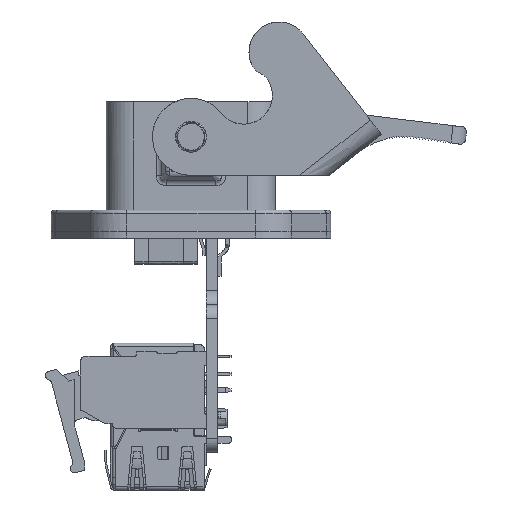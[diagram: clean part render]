
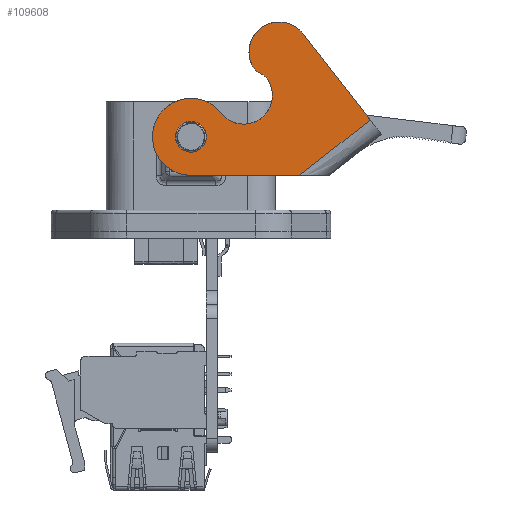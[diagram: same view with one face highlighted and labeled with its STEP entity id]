
A CAD part, left-side view. The second image highlights one B-rep face of the part: STEP entity #109608.
In plain terms, the highlighted free-form (B-spline) face has degree [1, 1] with [2, 2] control points.
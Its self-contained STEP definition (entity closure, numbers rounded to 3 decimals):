
#109230=CARTESIAN_POINT('V53',(-16.41,
   -2.024,17.927));
#109231=VERTEX_POINT('V53',#109230);
#109232=CARTESIAN_POINT('E75',(-16.41,
   -2.024,17.927));
#109233=CARTESIAN_POINT('E75',(-16.41,0.322,
   20.93));
#109234=CARTESIAN_POINT('E75',(-16.41,1.75,
   17.397));
#109235=CARTESIAN_POINT('E75',(-16.41,3.177,
   13.864));
#109236=CARTESIAN_POINT('E75',(-16.41,
   -0.596,14.394));
#109237=CARTESIAN_POINT('E75',(-16.41,
   -4.37,14.924));
#109238=CARTESIAN_POINT('E75',(-16.41,
   -2.024,17.927));
#109246=(BOUNDED_CURVE()B_SPLINE_CURVE(2,(#109232,#109233,#109234,
   #109235,#109236,#109237,#109238),.CIRCULAR_ARC.,.T.,.U.)
   B_SPLINE_CURVE_WITH_KNOTS((3,2,2,3),(0.0,3.048,
   6.097,9.145),.UNSPECIFIED.)CURVE()
   GEOMETRIC_REPRESENTATION_ITEM()RATIONAL_B_SPLINE_CURVE((1.0,
   0.5,1.0,0.5,1.0,0.5,1.0)
   )REPRESENTATION_ITEM('E75'));
#109247=EDGE_CURVE('E75',#109231,#109231,#109246,.T.);
#109297=CARTESIAN_POINT('V50',(-16.41,
   -4.624,19.959));
#109298=VERTEX_POINT('V50',#109297);
#109321=CARTESIAN_POINT('V51',(-16.41,
   -0.292,11.073));
#109322=VERTEX_POINT('V51',#109321);
#109328=CARTESIAN_POINT('E72',(-16.41,
   -0.292,11.073));
#109329=CARTESIAN_POINT('E72',(-16.41,8.512,
   11.069));
#109330=CARTESIAN_POINT('E72',(-16.41,4.654,
   18.983));
#109331=CARTESIAN_POINT('E72',(-16.41,0.796,
   26.896));
#109332=CARTESIAN_POINT('E72',(-16.41,
   -4.624,19.959));
#109340=(BOUNDED_CURVE()B_SPLINE_CURVE(2,(#109328,#109329,#109330,
   #109331,#109332),.CIRCULAR_ARC.,.F.,.U.)
   B_SPLINE_CURVE_WITH_KNOTS((3,2,3),(0.0,0.5,1.0),
   .UNSPECIFIED.)CURVE()GEOMETRIC_REPRESENTATION_ITEM()
   RATIONAL_B_SPLINE_CURVE((1.0,0.53,1.0,
   0.53,1.0))REPRESENTATION_ITEM('E72'));
#109341=EDGE_CURVE('E72',#109322,#109298,#109340,.T.);
#109366=CARTESIAN_POINT('V49',(-16.41,
   -11.086,25.007));
#109367=VERTEX_POINT('V49',#109366);
#109389=CARTESIAN_POINT('E71',(-16.41,
   -4.624,19.959));
#109390=CARTESIAN_POINT('E71',(-16.41,
   -7.148,16.728));
#109391=CARTESIAN_POINT('E71',(-16.41,
   -10.379,19.252));
#109392=CARTESIAN_POINT('E71',(-16.41,
   -13.61,21.776));
#109393=CARTESIAN_POINT('E71',(-16.41,
   -11.086,25.007));
#109401=(BOUNDED_CURVE()B_SPLINE_CURVE(2,(#109389,#109390,#109391,
   #109392,#109393),.CIRCULAR_ARC.,.F.,.U.)
   B_SPLINE_CURVE_WITH_KNOTS((3,2,3),(0.0,0.5,1.0),
   .UNSPECIFIED.)CURVE()GEOMETRIC_REPRESENTATION_ITEM()
   RATIONAL_B_SPLINE_CURVE((1.0,0.707,1.0,
   0.707,1.0))REPRESENTATION_ITEM('E71'));
#109402=EDGE_CURVE('E71',#109298,#109367,#109401,.T.);
#109423=CARTESIAN_POINT('V48',(-16.41,
   -10.269,25.64));
#109424=VERTEX_POINT('V48',#109423);
#109444=CARTESIAN_POINT('E70',(-16.41,
   -11.086,25.007));
#109445=CARTESIAN_POINT('E70',(-16.41,
   -10.758,25.427));
#109446=CARTESIAN_POINT('E70',(-16.41,
   -10.269,25.64));
#109454=(BOUNDED_CURVE()B_SPLINE_CURVE(2,(#109444,#109445,#109446),
   .CIRCULAR_ARC.,.F.,.U.)CURVE()GEOMETRIC_REPRESENTATION_ITEM()
   QUASI_UNIFORM_CURVE()RATIONAL_B_SPLINE_CURVE((1.0,
   0.969,1.0))REPRESENTATION_ITEM('E70'));
#109455=EDGE_CURVE('E70',#109367,#109424,#109454,.T.);
#109476=CARTESIAN_POINT('V47',(-16.41,
   -9.008,26.86));
#109477=VERTEX_POINT('V47',#109476);
#109497=CARTESIAN_POINT('E69',(-16.41,
   -10.269,25.64));
#109498=CARTESIAN_POINT('E69',(-16.41,
   -9.41,26.014));
#109499=CARTESIAN_POINT('E69',(-16.41,
   -9.008,26.86));
#109507=(BOUNDED_CURVE()B_SPLINE_CURVE(2,(#109497,#109498,#109499),
   .CIRCULAR_ARC.,.F.,.U.)CURVE()GEOMETRIC_REPRESENTATION_ITEM()
   QUASI_UNIFORM_CURVE()RATIONAL_B_SPLINE_CURVE((1.0,
   0.936,1.0))REPRESENTATION_ITEM('E69'));
#109508=EDGE_CURVE('E69',#109424,#109477,#109507,.T.);
#109531=CARTESIAN_POINT('V45',(-16.41,
   -16.282,31.351));
#109532=VERTEX_POINT('V45',#109531);
#109556=CARTESIAN_POINT('E68',(-16.41,
   -9.008,26.86));
#109557=CARTESIAN_POINT('E68',(-16.41,
   -7.358,30.339));
#109558=CARTESIAN_POINT('E68',(-16.41,
   -10.634,32.362));
#109559=CARTESIAN_POINT('E68',(-16.41,
   -13.911,34.385));
#109560=CARTESIAN_POINT('E68',(-16.41,
   -16.282,31.351));
#109568=(BOUNDED_CURVE()B_SPLINE_CURVE(2,(#109556,#109557,#109558,
   #109559,#109560),.CIRCULAR_ARC.,.F.,.U.)
   B_SPLINE_CURVE_WITH_KNOTS((3,2,3),(0.0,0.5,1.0),
   .UNSPECIFIED.)CURVE()GEOMETRIC_REPRESENTATION_ITEM()
   RATIONAL_B_SPLINE_CURVE((1.0,0.745,1.0,
   0.745,1.0))REPRESENTATION_ITEM('E68'));
#109569=EDGE_CURVE('E68',#109477,#109532,#109568,.T.);
#109574=CARTESIAN_POINT('F25',(-16.41,
   -14.026,36.445));
#109575=CARTESIAN_POINT('F25',(-16.41,9.525,
   18.044));
#109576=CARTESIAN_POINT('F25',(-16.41,
   -29.314,16.877));
#109577=CARTESIAN_POINT('F25',(-16.41,
   -5.762,-1.523));
#109578=B_SPLINE_SURFACE_WITH_KNOTS('F25',1,1,((#109574,#109576),(
   #109575,#109577)),.PLANE_SURF.,.F.,.F.,.U.,(2,2),(2,2),(0.0,
   1.204),(0.0,1.0),.UNSPECIFIED.);
#109579=CARTESIAN_POINT('V46',(-16.41,
   -25.948,18.979));
#109580=VERTEX_POINT('V46',#109579);
#109581=CARTESIAN_POINT('E67',(-16.41,
   -16.282,31.351));
#109582=CARTESIAN_POINT('E67',(-16.41,
   -25.948,18.979));
#109583=B_SPLINE_CURVE_WITH_KNOTS('E67',1,(#109581,#109582),
   .POLYLINE_FORM.,.F.,.U.,(2,2),(0.142,1.0),
   .UNSPECIFIED.);
#109584=EDGE_CURVE('E67',#109532,#109580,#109583,.T.);
#109585=ORIENTED_EDGE('E67',*,*,#109584,.F.);
#109586=ORIENTED_EDGE('F85',*,*,#109569,.F.);
#109587=ORIENTED_EDGE('F84',*,*,#109508,.F.);
#109588=ORIENTED_EDGE('F83',*,*,#109455,.F.);
#109589=ORIENTED_EDGE('F82',*,*,#109402,.F.);
#109590=ORIENTED_EDGE('F81',*,*,#109341,.F.);
#109591=CARTESIAN_POINT('V52',(-16.41,
   -15.837,11.08));
#109592=VERTEX_POINT('V52',#109591);
#109593=CARTESIAN_POINT('E73',(-16.41,
   -0.292,11.073));
#109594=CARTESIAN_POINT('E73',(-16.41,
   -15.837,11.08));
#109595=QUASI_UNIFORM_CURVE('E73',1,(#109593,#109594),
   .POLYLINE_FORM.,.F.,.U.);
#109596=EDGE_CURVE('E73',#109322,#109592,#109595,.T.);
#109597=ORIENTED_EDGE('E73',*,*,#109596,.T.);
#109598=CARTESIAN_POINT('E74',(-16.41,
   -15.837,11.08));
#109599=CARTESIAN_POINT('E74',(-16.41,
   -25.948,18.979));
#109600=QUASI_UNIFORM_CURVE('E74',1,(#109598,#109599),
   .POLYLINE_FORM.,.F.,.U.);
#109601=EDGE_CURVE('E74',#109592,#109580,#109600,.T.);
#109602=ORIENTED_EDGE('E74',*,*,#109601,.T.);
#109603=EDGE_LOOP('F25',(#109585,#109586,#109587,#109588,#109589,
   #109590,#109597,#109602));
#109604=FACE_OUTER_BOUND('F25',#109603,.T.);
#109605=ORIENTED_EDGE('E75',*,*,#109247,.F.);
#109606=EDGE_LOOP('F25',(#109605));
#109607=FACE_BOUND('F25',#109606,.T.);
#109608=ADVANCED_FACE('F25',(#109604,#109607),#109578,.T.);
